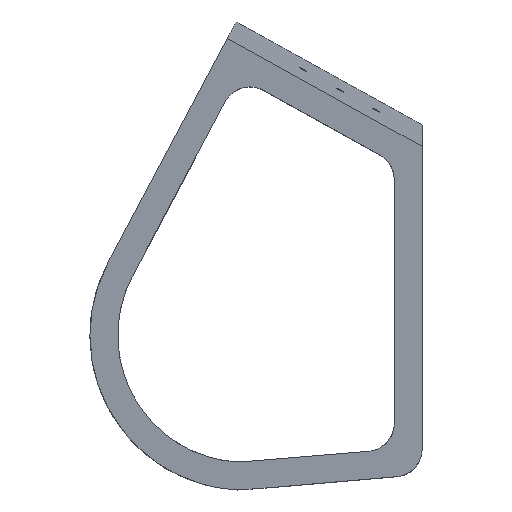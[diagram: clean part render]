
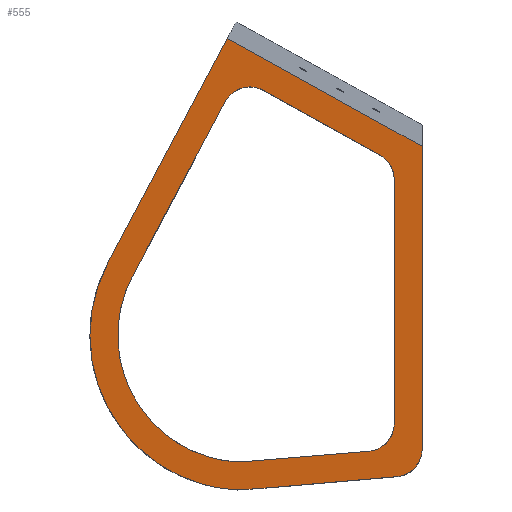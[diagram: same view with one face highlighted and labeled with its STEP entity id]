
A CAD part, top view. The second image highlights one B-rep face of the part: STEP entity #555.
In plain terms, the highlighted planar face has unit normal (-0.05, -0.09, 0.995).
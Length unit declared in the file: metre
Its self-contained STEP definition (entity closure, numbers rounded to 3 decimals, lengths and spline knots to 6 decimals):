
#19=PLANE('',#629);
#23=ELLIPSE('',#584,0.010053,0.01);
#28=ELLIPSE('',#591,0.010053,0.01);
#30=ELLIPSE('',#594,1.641399,1.632713);
#32=ELLIPSE('',#597,0.010053,0.01);
#35=ELLIPSE('',#601,0.055761,0.055466);
#36=ELLIPSE('',#603,0.010053,0.01);
#39=ELLIPSE('',#607,0.010053,0.01);
#41=ELLIPSE('',#610,0.045707,0.045466);
#43=ELLIPSE('',#613,0.010053,0.01);
#45=ELLIPSE('',#616,0.010053,0.01);
#47=ELLIPSE('',#630,0.010053,0.01);
#50=B_SPLINE_CURVE_WITH_KNOTS('',3,(#876,#877,#878,#879),.UNSPECIFIED.,
 .F.,.F.,(4,4),(0.071704,0.116106),.UNSPECIFIED.);
#52=B_SPLINE_CURVE_WITH_KNOTS('',3,(#945,#946,#947,#948,#949),
 .UNSPECIFIED.,.F.,.F.,(4,1,4),(0.215496,0.238649,0.261802),
 .UNSPECIFIED.);
#58=LINE('',#851,#90);
#74=LINE('',#961,#106);
#76=LINE('',#977,#108);
#80=LINE('',#985,#112);
#83=LINE('',#992,#115);
#84=LINE('',#993,#116);
#90=VECTOR('',#673,1.);
#106=VECTOR('',#747,1.);
#108=VECTOR('',#763,1.);
#112=VECTOR('',#769,1.);
#115=VECTOR('',#780,1.);
#116=VECTOR('',#781,1.);
#215=ORIENTED_EDGE('',*,*,#331,.F.);
#216=ORIENTED_EDGE('',*,*,#335,.T.);
#217=ORIENTED_EDGE('',*,*,#327,.F.);
#218=ORIENTED_EDGE('',*,*,#272,.T.);
#219=ORIENTED_EDGE('',*,*,#319,.F.);
#220=ORIENTED_EDGE('',*,*,#315,.T.);
#221=ORIENTED_EDGE('',*,*,#312,.F.);
#222=ORIENTED_EDGE('',*,*,#309,.T.);
#223=ORIENTED_EDGE('',*,*,#306,.F.);
#224=ORIENTED_EDGE('',*,*,#303,.T.);
#225=ORIENTED_EDGE('',*,*,#280,.T.);
#226=ORIENTED_EDGE('',*,*,#336,.F.);
#227=ORIENTED_EDGE('',*,*,#298,.T.);
#228=ORIENTED_EDGE('',*,*,#296,.T.);
#229=ORIENTED_EDGE('',*,*,#292,.T.);
#230=ORIENTED_EDGE('',*,*,#289,.F.);
#231=ORIENTED_EDGE('',*,*,#287,.F.);
#232=ORIENTED_EDGE('',*,*,#282,.T.);
#233=ORIENTED_EDGE('',*,*,#337,.T.);
#272=EDGE_CURVE('',#348,#347,#23,.F.);
#280=EDGE_CURVE('',#356,#355,#58,.T.);
#282=EDGE_CURVE('',#357,#358,#28,.T.);
#287=EDGE_CURVE('',#357,#362,#50,.T.);
#289=EDGE_CURVE('',#362,#363,#30,.F.);
#292=EDGE_CURVE('',#365,#363,#32,.T.);
#296=EDGE_CURVE('',#368,#365,#35,.T.);
#298=EDGE_CURVE('',#369,#368,#36,.T.);
#303=EDGE_CURVE('',#374,#373,#39,.F.);
#306=EDGE_CURVE('',#374,#376,#41,.T.);
#309=EDGE_CURVE('',#378,#376,#43,.F.);
#312=EDGE_CURVE('',#378,#380,#52,.T.);
#315=EDGE_CURVE('',#382,#380,#45,.F.);
#319=EDGE_CURVE('',#382,#347,#74,.T.);
#327=EDGE_CURVE('',#348,#390,#76,.T.);
#331=EDGE_CURVE('',#392,#373,#80,.T.);
#335=EDGE_CURVE('',#392,#390,#47,.F.);
#336=EDGE_CURVE('',#369,#355,#83,.T.);
#337=EDGE_CURVE('',#358,#356,#84,.T.);
#347=VERTEX_POINT('',#833);
#348=VERTEX_POINT('',#835);
#355=VERTEX_POINT('',#850);
#356=VERTEX_POINT('',#852);
#357=VERTEX_POINT('',#856);
#358=VERTEX_POINT('',#857);
#362=VERTEX_POINT('',#880);
#363=VERTEX_POINT('',#884);
#365=VERTEX_POINT('',#890);
#368=VERTEX_POINT('',#898);
#369=VERTEX_POINT('',#902);
#373=VERTEX_POINT('',#911);
#374=VERTEX_POINT('',#913);
#376=VERTEX_POINT('',#919);
#378=VERTEX_POINT('',#925);
#380=VERTEX_POINT('',#950);
#382=VERTEX_POINT('',#956);
#390=VERTEX_POINT('',#978);
#392=VERTEX_POINT('',#984);
#439=EDGE_LOOP('',(#215,#216,#217,#218,#219,#220,#221,#222,#223,#224));
#440=EDGE_LOOP('',(#225,#226,#227,#228,#229,#230,#231,#232,#233));
#493=FACE_BOUND('',#439,.T.);
#494=FACE_BOUND('',#440,.T.);
#555=ADVANCED_FACE('',(#493,#494),#19,.T.);
#584=AXIS2_PLACEMENT_3D('',#834,#658,#659);
#591=AXIS2_PLACEMENT_3D('',#855,#677,#678);
#594=AXIS2_PLACEMENT_3D('',#883,#686,#687);
#597=AXIS2_PLACEMENT_3D('',#889,#693,#694);
#601=AXIS2_PLACEMENT_3D('',#897,#702,#703);
#603=AXIS2_PLACEMENT_3D('',#901,#707,#708);
#607=AXIS2_PLACEMENT_3D('',#912,#717,#718);
#610=AXIS2_PLACEMENT_3D('',#918,#724,#725);
#613=AXIS2_PLACEMENT_3D('',#924,#731,#732);
#616=AXIS2_PLACEMENT_3D('',#955,#739,#740);
#629=AXIS2_PLACEMENT_3D('',#990,#776,#777);
#630=AXIS2_PLACEMENT_3D('',#991,#778,#779);
#658=DIRECTION('',(-0.05,-0.09,0.995));
#659=DIRECTION('',(0.482,0.87,0.103));
#673=DIRECTION('',(-0.875,0.484,0.));
#677=DIRECTION('',(-0.05,-0.09,0.995));
#678=DIRECTION('',(-0.482,-0.87,-0.103));
#686=DIRECTION('',(-0.05,-0.09,0.995));
#687=DIRECTION('',(-0.482,-0.87,-0.103));
#693=DIRECTION('',(-0.05,-0.09,0.995));
#694=DIRECTION('',(-0.482,-0.87,-0.103));
#702=DIRECTION('',(-0.05,-0.09,0.995));
#703=DIRECTION('',(-0.482,-0.87,-0.103));
#707=DIRECTION('',(-0.05,-0.09,0.995));
#708=DIRECTION('',(-0.482,-0.87,-0.103));
#717=DIRECTION('',(-0.05,-0.09,0.995));
#718=DIRECTION('',(0.482,0.87,0.103));
#724=DIRECTION('',(-0.05,-0.09,0.995));
#725=DIRECTION('',(0.482,0.87,0.103));
#731=DIRECTION('',(-0.05,-0.09,0.995));
#732=DIRECTION('',(0.482,0.87,0.103));
#739=DIRECTION('',(-0.05,-0.09,0.995));
#740=DIRECTION('',(0.482,0.87,0.103));
#747=DIRECTION('',(0.,0.996,0.09));
#763=DIRECTION('',(-0.875,0.484,0.));
#769=DIRECTION('',(-0.467,-0.878,-0.103));
#776=DIRECTION('',(-0.05,-0.09,0.995));
#777=DIRECTION('',(0.,-0.996,-0.09));
#778=DIRECTION('',(-0.05,-0.09,0.995));
#779=DIRECTION('',(0.482,0.87,0.103));
#780=DIRECTION('',(0.467,0.878,0.103));
#781=DIRECTION('',(0.,0.996,0.09));
#833=CARTESIAN_POINT('',(-0.0695,-0.248786,0.045786));
#834=CARTESIAN_POINT('',(-0.0795,-0.248786,0.045285));
#835=CARTESIAN_POINT('',(-0.074655,-0.240038,0.046318));
#850=CARTESIAN_POINT('',(-0.129334,-0.198324,0.047351));
#851=CARTESIAN_POINT('',(-0.013698,-0.262366,0.047351));
#852=CARTESIAN_POINT('',(-0.0595,-0.237,0.047351));
#855=CARTESIAN_POINT('',(-0.0695,-0.345386,0.037057));
#856=CARTESIAN_POINT('',(-0.068537,-0.35534,0.036206));
#857=CARTESIAN_POINT('',(-0.0595,-0.345386,0.037557));
#876=CARTESIAN_POINT('',(-0.068537,-0.35534,0.036206));
#877=CARTESIAN_POINT('',(-0.083244,-0.356763,0.035341));
#878=CARTESIAN_POINT('',(-0.097967,-0.358056,0.034488));
#879=CARTESIAN_POINT('',(-0.112704,-0.359167,0.03365));
#880=CARTESIAN_POINT('',(-0.112704,-0.359167,0.03365));
#883=CARTESIAN_POINT('',(-0.235648,1.268911,0.174605));
#884=CARTESIAN_POINT('',(-0.124982,-0.360047,0.032956));
#889=CARTESIAN_POINT('',(-0.125659,-0.35007,0.033824));
#890=CARTESIAN_POINT('',(-0.126229,-0.360054,0.032893));
#897=CARTESIAN_POINT('',(-0.12307,-0.304679,0.038055));
#898=CARTESIAN_POINT('',(-0.172124,-0.278792,0.037939));
#901=CARTESIAN_POINT('',(-0.16328,-0.283459,0.03796));
#902=CARTESIAN_POINT('',(-0.172109,-0.278764,0.037942));
#911=CARTESIAN_POINT('',(-0.163272,-0.283444,0.037961));
#912=CARTESIAN_POINT('',(-0.154443,-0.288139,0.037979));
#913=CARTESIAN_POINT('',(-0.163289,-0.283476,0.037958));
#918=CARTESIAN_POINT('',(-0.12307,-0.304679,0.038055));
#919=CARTESIAN_POINT('',(-0.126058,-0.350046,0.033806));
#924=CARTESIAN_POINT('',(-0.1254,-0.340067,0.03474));
#925=CARTESIAN_POINT('',(-0.124649,-0.350039,0.033877));
#945=CARTESIAN_POINT('',(-0.124649,-0.350039,0.033877));
#946=CARTESIAN_POINT('',(-0.116965,-0.34946,0.034314));
#947=CARTESIAN_POINT('',(-0.101597,-0.348315,0.035186));
#948=CARTESIAN_POINT('',(-0.086247,-0.346959,0.036077));
#949=CARTESIAN_POINT('',(-0.078575,-0.346247,0.036525));
#950=CARTESIAN_POINT('',(-0.078575,-0.346247,0.036525));
#955=CARTESIAN_POINT('',(-0.0795,-0.33629,0.037379));
#956=CARTESIAN_POINT('',(-0.0695,-0.33629,0.037879));
#961=CARTESIAN_POINT('',(-0.0695,-0.236687,0.046879));
#977=CARTESIAN_POINT('',(0.378538,-0.491027,0.046318));
#978=CARTESIAN_POINT('',(-0.116382,-0.216928,0.046318));
#984=CARTESIAN_POINT('',(-0.130056,-0.220981,0.045268));
#985=CARTESIAN_POINT('',(-0.107939,-0.17939,0.050132));
#990=CARTESIAN_POINT('',(0.00035,-0.237,0.050346));
#991=CARTESIAN_POINT('',(-0.121227,-0.225676,0.045285));
#992=CARTESIAN_POINT('',(-0.120589,-0.181879,0.049275));
#993=CARTESIAN_POINT('',(-0.0595,-0.167567,0.053625));
